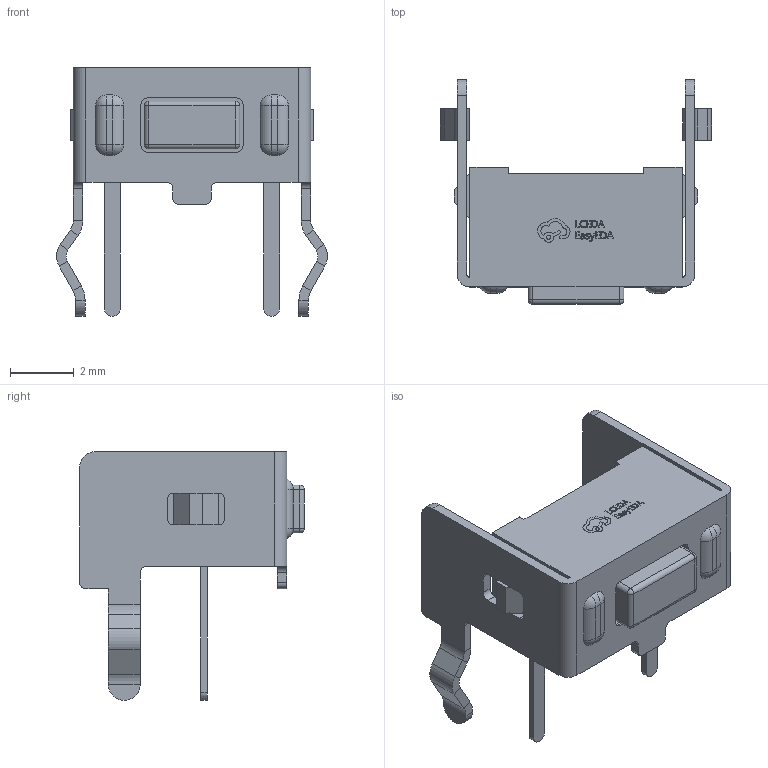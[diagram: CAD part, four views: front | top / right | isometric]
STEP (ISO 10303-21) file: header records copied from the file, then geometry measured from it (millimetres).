
FILE_DESCRIPTION (( 'STEP AP214' ), '1' );
FILE_NAME ('KEY-TH_4P-L7.5-W4.3-H4.3-LS7.0-P5.0.step', '2022-07-02T15:42:44', ( '' ), ( '' ), 'SwSTEP 2.0', 'SolidWorks 2020', '' );
FILE_SCHEMA (( 'AUTOMOTIVE_DESIGN' ));
Length unit declared in the file: millimetre
Products named in the file (1): KEY-TH_4P-L7.5-W4.3-H4.3-LS7.0-P5.0
Bounding box: 8.5 x 7.05 x 7.8 mm (x, y, z)
Volume: 106.7 mm3; surface area: 274.2 mm2
Topology: 1 solids, 1 shells, 470 faces, 1245 edges, 794 vertices
Faces by surface type: plane 278, bspline 112, cylinder 68, sphere 12
Entity records: 20080 total; most frequent: CARTESIAN_POINT 4602, ORIENTED_EDGE 2466, DIRECTION 1867, EDGE_CURVE 1233, VECTOR 861, LINE 861, VERTEX_POINT 794, EDGE_LOOP 511
